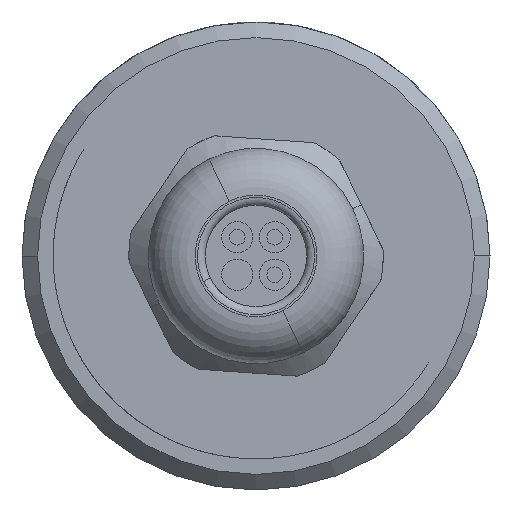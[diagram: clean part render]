
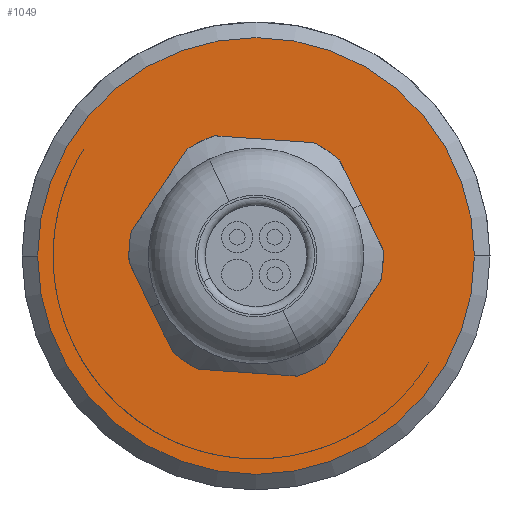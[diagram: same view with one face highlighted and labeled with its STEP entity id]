
A CAD part, front view. The second image highlights one B-rep face of the part: STEP entity #1049.
In plain terms, the highlighted planar face has unit normal (0, -1, 0).
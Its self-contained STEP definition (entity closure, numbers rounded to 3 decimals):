
#175 = EDGE_CURVE ( 'NONE', #4005, #4353, #2080, .T. ) ;
#306 = DIRECTION ( 'NONE',  ( 0., -1., 0. ) ) ;
#335 = EDGE_CURVE ( 'NONE', #3818, #3374, #1694, .T. ) ;
#453 = DIRECTION ( 'NONE',  ( 0., 1., 0. ) ) ;
#579 = EDGE_CURVE ( 'NONE', #4262, #4005, #2402, .T. ) ;
#662 = ORIENTED_EDGE ( 'NONE', *, *, #579, .T. ) ;
#685 = EDGE_CURVE ( 'NONE', #1644, #1310, #2160, .T. ) ;
#730 = CARTESIAN_POINT ( 'NONE',  ( 0.002, -36., 0.002 ) ) ;
#772 = AXIS2_PLACEMENT_3D ( 'NONE', #1804, #1753, #3232 ) ;
#774 = CARTESIAN_POINT ( 'NONE',  ( 0.002, -36., 0.002 ) ) ;
#793 = CARTESIAN_POINT ( 'NONE',  ( 0., -36., 0. ) ) ;
#919 = CIRCLE ( 'NONE', #4306, 6.25 ) ;
#1023 = DIRECTION ( 'NONE',  ( 0., -1., 0. ) ) ;
#1049 = ADVANCED_FACE ( 'NONE', ( #2851, #4325, #3241 ), #4708, .F. ) ;
#1109 = CARTESIAN_POINT ( 'NONE',  ( -6.248, -36., 0.002 ) ) ;
#1229 = ORIENTED_EDGE ( 'NONE', *, *, #335, .T. ) ;
#1235 = AXIS2_PLACEMENT_3D ( 'NONE', #793, #453, #2265 ) ;
#1261 = ORIENTED_EDGE ( 'NONE', *, *, #3135, .F. ) ;
#1310 = VERTEX_POINT ( 'NONE', #1109 ) ;
#1514 = DIRECTION ( 'NONE',  ( 0., -1., 0. ) ) ;
#1591 = CARTESIAN_POINT ( 'NONE',  ( 0., -36., 0. ) ) ;
#1644 = VERTEX_POINT ( 'NONE', #4243 ) ;
#1689 = AXIS2_PLACEMENT_3D ( 'NONE', #774, #1514, #2244 ) ;
#1694 = CIRCLE ( 'NONE', #772, 14. ) ;
#1753 = DIRECTION ( 'NONE',  ( 0., -1., 0. ) ) ;
#1795 = DIRECTION ( 'NONE',  ( 0., -1., 0. ) ) ;
#1804 = CARTESIAN_POINT ( 'NONE',  ( 0., -36., 0. ) ) ;
#1844 = CARTESIAN_POINT ( 'NONE',  ( 0.002, -36., 0.002 ) ) ;
#1905 = CARTESIAN_POINT ( 'NONE',  ( -14., -36., 0. ) ) ;
#1953 = EDGE_CURVE ( 'NONE', #3374, #3818, #4078, .T. ) ;
#2080 = CIRCLE ( 'NONE', #1235, 13. ) ;
#2143 = DIRECTION ( 'NONE',  ( 0., 0., 1. ) ) ;
#2160 = CIRCLE ( 'NONE', #4701, 6.25 ) ;
#2190 = CARTESIAN_POINT ( 'NONE',  ( 0.002, -36., 0.002 ) ) ;
#2210 = CARTESIAN_POINT ( 'NONE',  ( -12.998, -36., 0.002 ) ) ;
#2244 = DIRECTION ( 'NONE',  ( 0., 0., 1. ) ) ;
#2265 = DIRECTION ( 'NONE',  ( 1., 0., 0. ) ) ;
#2402 = CIRCLE ( 'NONE', #2691, 13. ) ;
#2429 = EDGE_LOOP ( 'NONE', ( #3933, #1229 ) ) ;
#2510 = DIRECTION ( 'NONE',  ( -1., 0., 0. ) ) ;
#2541 = DIRECTION ( 'NONE',  ( 0., 0., 1. ) ) ;
#2691 = AXIS2_PLACEMENT_3D ( 'NONE', #2190, #1023, #2143 ) ;
#2755 = CARTESIAN_POINT ( 'NONE',  ( -11.043, -36., 6.859 ) ) ;
#2832 = ORIENTED_EDGE ( 'NONE', *, *, #175, .T. ) ;
#2851 = FACE_BOUND ( 'NONE', #4603, .T. ) ;
#2871 = DIRECTION ( 'NONE',  ( 0., 1., 0. ) ) ;
#2922 = DIRECTION ( 'NONE',  ( 0., 0., 1. ) ) ;
#3135 = EDGE_CURVE ( 'NONE', #1310, #1644, #919, .T. ) ;
#3232 = DIRECTION ( 'NONE',  ( 1., 0., 0. ) ) ;
#3241 = FACE_BOUND ( 'NONE', #3864, .T. ) ;
#3283 = CARTESIAN_POINT ( 'NONE',  ( 0., -36., 0. ) ) ;
#3336 = EDGE_CURVE ( 'NONE', #4353, #4262, #3381, .T. ) ;
#3373 = CARTESIAN_POINT ( 'NONE',  ( 14., -36., 0. ) ) ;
#3374 = VERTEX_POINT ( 'NONE', #3373 ) ;
#3381 = CIRCLE ( 'NONE', #1689, 13. ) ;
#3405 = DIRECTION ( 'NONE',  ( 0., -1., 0. ) ) ;
#3443 = CARTESIAN_POINT ( 'NONE',  ( 11.045, -36., -6.856 ) ) ;
#3444 = ORIENTED_EDGE ( 'NONE', *, *, #685, .F. ) ;
#3578 = ORIENTED_EDGE ( 'NONE', *, *, #3336, .T. ) ;
#3818 = VERTEX_POINT ( 'NONE', #1905 ) ;
#3864 = EDGE_LOOP ( 'NONE', ( #1261, #3444 ) ) ;
#3933 = ORIENTED_EDGE ( 'NONE', *, *, #1953, .T. ) ;
#4005 = VERTEX_POINT ( 'NONE', #3443 ) ;
#4078 = CIRCLE ( 'NONE', #4152, 14. ) ;
#4102 = DIRECTION ( 'NONE',  ( 1., 0., 0. ) ) ;
#4152 = AXIS2_PLACEMENT_3D ( 'NONE', #1591, #3405, #4102 ) ;
#4243 = CARTESIAN_POINT ( 'NONE',  ( 6.252, -36., 0.002 ) ) ;
#4262 = VERTEX_POINT ( 'NONE', #2210 ) ;
#4306 = AXIS2_PLACEMENT_3D ( 'NONE', #1844, #1795, #2922 ) ;
#4325 = FACE_OUTER_BOUND ( 'NONE', #2429, .T. ) ;
#4353 = VERTEX_POINT ( 'NONE', #2755 ) ;
#4603 = EDGE_LOOP ( 'NONE', ( #3578, #662, #2832 ) ) ;
#4615 = AXIS2_PLACEMENT_3D ( 'NONE', #3283, #2871, #2510 ) ;
#4701 = AXIS2_PLACEMENT_3D ( 'NONE', #730, #306, #2541 ) ;
#4708 = PLANE ( 'NONE',  #4615 ) ;
